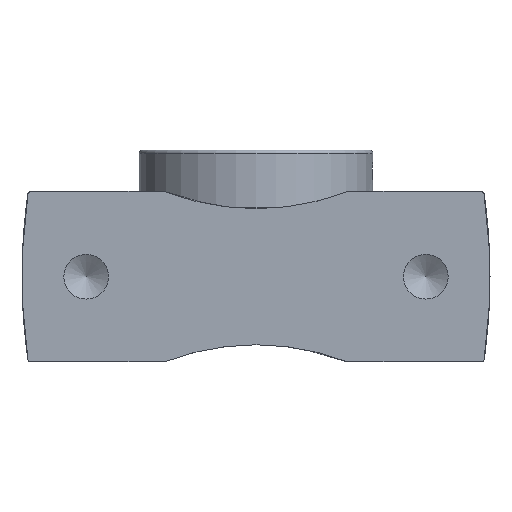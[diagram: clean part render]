
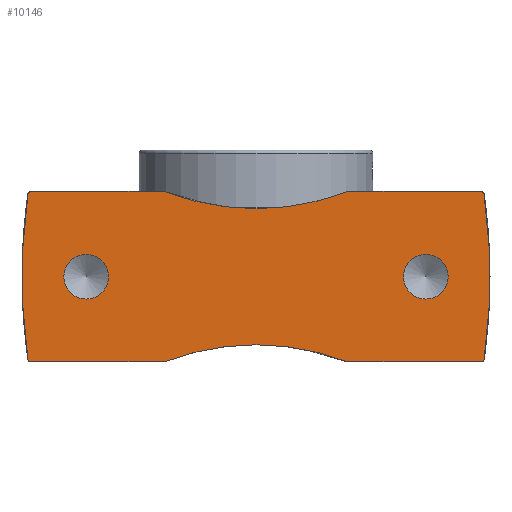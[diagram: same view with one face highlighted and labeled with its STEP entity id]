
A CAD part, front view. The second image highlights one B-rep face of the part: STEP entity #10146.
In plain terms, the highlighted face is planar.
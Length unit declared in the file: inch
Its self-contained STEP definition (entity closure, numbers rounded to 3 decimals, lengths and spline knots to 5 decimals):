
#3733=CARTESIAN_POINT('',(-0.2635,-2.,0.));
#3734=VERTEX_POINT('',#3733);
#3744=CARTESIAN_POINT('',(0.2635,-2.,0.));
#3745=VERTEX_POINT('',#3744);
#3746=CARTESIAN_POINT('',(0.,-2.,0.));
#3747=DIRECTION('',(-0.,0.,1.));
#3748=DIRECTION('',(1.,0.,0.));
#3749=AXIS2_PLACEMENT_3D('',#3746,#3747,#3748);
#3750=CIRCLE('',#3749,0.2635);
#3751=EDGE_CURVE('',#3745,#3734,#3750,.T.);
#3753=CARTESIAN_POINT('',(0.,-2.,0.));
#3754=DIRECTION('',(-0.,0.,1.));
#3755=DIRECTION('',(1.,0.,0.));
#3756=AXIS2_PLACEMENT_3D('',#3753,#3754,#3755);
#3757=CIRCLE('',#3756,0.2635);
#3758=EDGE_CURVE('',#3734,#3745,#3757,.T.);
#3803=CARTESIAN_POINT('',(-0.2635,2.,-0.));
#3804=VERTEX_POINT('',#3803);
#3814=CARTESIAN_POINT('',(0.2635,2.,-0.));
#3815=VERTEX_POINT('',#3814);
#3816=CARTESIAN_POINT('',(0.,2.,-0.));
#3817=DIRECTION('',(-0.,0.,1.));
#3818=DIRECTION('',(1.,0.,0.));
#3819=AXIS2_PLACEMENT_3D('',#3816,#3817,#3818);
#3820=CIRCLE('',#3819,0.2635);
#3821=EDGE_CURVE('',#3815,#3804,#3820,.T.);
#3823=CARTESIAN_POINT('',(0.,2.,-0.));
#3824=DIRECTION('',(-0.,0.,1.));
#3825=DIRECTION('',(1.,0.,0.));
#3826=AXIS2_PLACEMENT_3D('',#3823,#3824,#3825);
#3827=CIRCLE('',#3826,0.2635);
#3828=EDGE_CURVE('',#3804,#3815,#3827,.T.);
#6681=CARTESIAN_POINT('',(-0.97387,-2.6869,0.));
#6682=VERTEX_POINT('',#6681);
#6689=CARTESIAN_POINT('',(0.97387,-2.6869,0.));
#6690=VERTEX_POINT('',#6689);
#6691=CARTESIAN_POINT('',(-0.,4.15119,-0.));
#6692=DIRECTION('',(0.,-0.,-1.));
#6693=DIRECTION('',(1.,0.,0.));
#6694=AXIS2_PLACEMENT_3D('',#6691,#6692,#6693);
#6695=CIRCLE('',#6694,6.9071);
#6696=EDGE_CURVE('',#6690,#6682,#6695,.T.);
#7164=CARTESIAN_POINT('',(0.97387,2.6869,-0.));
#7165=VERTEX_POINT('',#7164);
#7172=CARTESIAN_POINT('',(-0.97387,2.6869,-0.));
#7173=VERTEX_POINT('',#7172);
#7174=CARTESIAN_POINT('',(0.,-4.15119,0.));
#7175=DIRECTION('',(-0.,-0.,-1.));
#7176=DIRECTION('',(-1.,0.,0.));
#7177=AXIS2_PLACEMENT_3D('',#7174,#7175,#7176);
#7178=CIRCLE('',#7177,6.9071);
#7179=EDGE_CURVE('',#7173,#7165,#7178,.T.);
#7232=CARTESIAN_POINT('',(1.00394,2.65225,-0.));
#7233=VERTEX_POINT('',#7232);
#7240=CARTESIAN_POINT('',(0.96894,2.65225,-0.));
#7241=DIRECTION('',(0.,0.,1.));
#7242=DIRECTION('',(0.755,0.655,-0.));
#7243=AXIS2_PLACEMENT_3D('',#7240,#7241,#7242);
#7244=CIRCLE('',#7243,0.035);
#7245=EDGE_CURVE('',#7233,#7165,#7244,.T.);
#7257=CARTESIAN_POINT('',(1.00394,1.08268,-0.));
#7258=VERTEX_POINT('',#7257);
#7265=CARTESIAN_POINT('',(1.00394,2.67063,-0.));
#7266=DIRECTION('',(0.,-1.,0.));
#7267=VECTOR('',#7266,0.61794);
#7268=LINE('',#7265,#7267);
#7269=EDGE_CURVE('',#7233,#7258,#7268,.T.);
#7282=CARTESIAN_POINT('',(0.80176,0.,-0.));
#7283=VERTEX_POINT('',#7282);
#7353=CARTESIAN_POINT('',(1.00394,-1.08268,0.));
#7354=VERTEX_POINT('',#7353);
#7361=CARTESIAN_POINT('',(3.80176,-0.,0.));
#7362=DIRECTION('',(-0.,0.,1.));
#7363=DIRECTION('',(1.,0.,0.));
#7364=AXIS2_PLACEMENT_3D('',#7361,#7362,#7363);
#7365=CIRCLE('',#7364,3.);
#7366=EDGE_CURVE('',#7283,#7354,#7365,.T.);
#7783=CARTESIAN_POINT('',(-0.80176,-0.,0.));
#7784=VERTEX_POINT('',#7783);
#7821=CARTESIAN_POINT('',(-1.00394,1.08268,-0.));
#7822=VERTEX_POINT('',#7821);
#7829=CARTESIAN_POINT('',(-3.80176,-0.,0.));
#7830=DIRECTION('',(0.,0.,1.));
#7831=DIRECTION('',(-1.,0.,0.));
#7832=AXIS2_PLACEMENT_3D('',#7829,#7830,#7831);
#7833=CIRCLE('',#7832,3.);
#7834=EDGE_CURVE('',#7784,#7822,#7833,.T.);
#7845=CARTESIAN_POINT('',(-1.00394,2.65225,-0.));
#7846=VERTEX_POINT('',#7845);
#7853=CARTESIAN_POINT('',(-1.00394,2.67063,-0.));
#7854=DIRECTION('',(0.,-1.,0.));
#7855=VECTOR('',#7854,0.61794);
#7856=LINE('',#7853,#7855);
#7857=EDGE_CURVE('',#7846,#7822,#7856,.T.);
#7870=CARTESIAN_POINT('',(-0.96894,2.65225,-0.));
#7871=DIRECTION('',(-0.,0.,1.));
#7872=DIRECTION('',(-0.755,0.655,-0.));
#7873=AXIS2_PLACEMENT_3D('',#7870,#7871,#7872);
#7874=CIRCLE('',#7873,0.035);
#7875=EDGE_CURVE('',#7173,#7846,#7874,.T.);
#9616=CARTESIAN_POINT('',(1.00394,-2.65225,0.));
#9617=VERTEX_POINT('',#9616);
#9624=CARTESIAN_POINT('',(1.00394,1.20018,-0.));
#9625=DIRECTION('',(0.,-1.,0.));
#9626=VECTOR('',#9625,0.61794);
#9627=LINE('',#9624,#9626);
#9628=EDGE_CURVE('',#7354,#9617,#9627,.T.);
#9641=CARTESIAN_POINT('',(0.96894,-2.65225,0.));
#9642=DIRECTION('',(-0.,0.,1.));
#9643=DIRECTION('',(0.755,-0.655,0.));
#9644=AXIS2_PLACEMENT_3D('',#9641,#9642,#9643);
#9645=CIRCLE('',#9644,0.035);
#9646=EDGE_CURVE('',#6690,#9617,#9645,.T.);
#10020=CARTESIAN_POINT('',(-1.00394,-2.65225,0.));
#10021=VERTEX_POINT('',#10020);
#10028=CARTESIAN_POINT('',(-0.96894,-2.65225,0.));
#10029=DIRECTION('',(0.,0.,1.));
#10030=DIRECTION('',(-0.755,-0.655,0.));
#10031=AXIS2_PLACEMENT_3D('',#10028,#10029,#10030);
#10032=CIRCLE('',#10031,0.035);
#10033=EDGE_CURVE('',#10021,#6682,#10032,.T.);
#10045=CARTESIAN_POINT('',(-1.00394,-1.08268,0.));
#10046=VERTEX_POINT('',#10045);
#10053=CARTESIAN_POINT('',(-1.00394,1.20018,-0.));
#10054=DIRECTION('',(0.,-1.,0.));
#10055=VECTOR('',#10054,0.61794);
#10056=LINE('',#10053,#10055);
#10057=EDGE_CURVE('',#10046,#10021,#10056,.T.);
#10105=CARTESIAN_POINT('',(0.49713,1.36193,-0.));
#10106=DIRECTION('',(0.,0.,1.));
#10107=DIRECTION('',(1.,0.,0.));
#10108=AXIS2_PLACEMENT_3D('',#10105,#10106,#10107);
#10109=PLANE('',#10108);
#10110=ORIENTED_EDGE('',*,*,#3751,.T.);
#10111=ORIENTED_EDGE('',*,*,#3758,.T.);
#10112=EDGE_LOOP('',(#10110,#10111));
#10113=FACE_BOUND('',#10112,.T.);
#10114=ORIENTED_EDGE('',*,*,#3821,.T.);
#10115=ORIENTED_EDGE('',*,*,#3828,.T.);
#10116=EDGE_LOOP('',(#10114,#10115));
#10117=FACE_BOUND('',#10116,.T.);
#10118=ORIENTED_EDGE('',*,*,#7245,.F.);
#10119=ORIENTED_EDGE('',*,*,#7269,.T.);
#10120=CARTESIAN_POINT('',(3.80176,-0.,0.));
#10121=DIRECTION('',(-0.,0.,1.));
#10122=DIRECTION('',(1.,0.,0.));
#10123=AXIS2_PLACEMENT_3D('',#10120,#10121,#10122);
#10124=CIRCLE('',#10123,3.);
#10125=EDGE_CURVE('',#7258,#7283,#10124,.T.);
#10126=ORIENTED_EDGE('',*,*,#10125,.T.);
#10127=ORIENTED_EDGE('',*,*,#7366,.T.);
#10128=ORIENTED_EDGE('',*,*,#9628,.T.);
#10129=ORIENTED_EDGE('',*,*,#9646,.F.);
#10130=ORIENTED_EDGE('',*,*,#6696,.T.);
#10131=ORIENTED_EDGE('',*,*,#10033,.F.);
#10132=ORIENTED_EDGE('',*,*,#10057,.F.);
#10133=CARTESIAN_POINT('',(-3.80176,-0.,0.));
#10134=DIRECTION('',(0.,0.,1.));
#10135=DIRECTION('',(-1.,0.,0.));
#10136=AXIS2_PLACEMENT_3D('',#10133,#10134,#10135);
#10137=CIRCLE('',#10136,3.);
#10138=EDGE_CURVE('',#10046,#7784,#10137,.T.);
#10139=ORIENTED_EDGE('',*,*,#10138,.T.);
#10140=ORIENTED_EDGE('',*,*,#7834,.T.);
#10141=ORIENTED_EDGE('',*,*,#7857,.F.);
#10142=ORIENTED_EDGE('',*,*,#7875,.F.);
#10143=ORIENTED_EDGE('',*,*,#7179,.T.);
#10144=EDGE_LOOP('',(#10118,#10119,#10126,#10127,#10128,#10129,#10130,#10131,#10132,#10139,#10140,#10141,#10142,#10143));
#10145=FACE_BOUND('',#10144,.T.);
#10146=ADVANCED_FACE('',(#10113,#10117,#10145),#10109,.F.);
